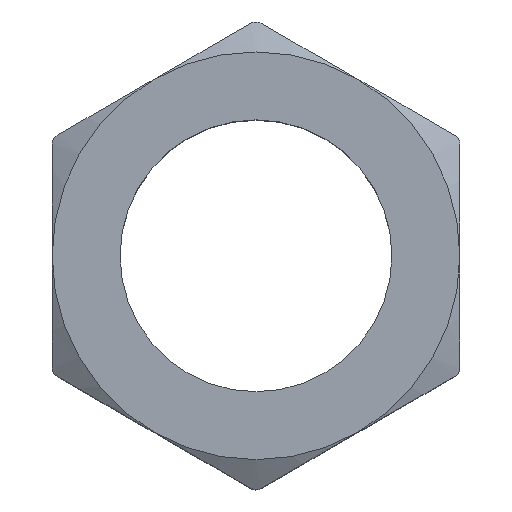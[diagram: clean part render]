
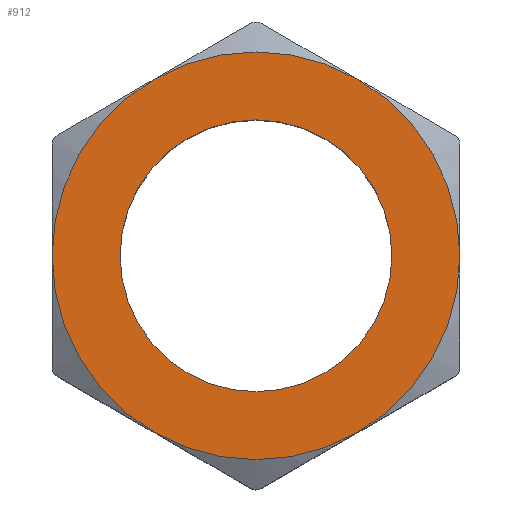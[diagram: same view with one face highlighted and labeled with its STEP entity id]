
A CAD part, top view. The second image highlights one B-rep face of the part: STEP entity #912.
In plain terms, the highlighted planar face has unit normal (0, 0, 1).
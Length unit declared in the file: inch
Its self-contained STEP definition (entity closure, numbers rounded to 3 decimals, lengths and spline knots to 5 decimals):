
#12 = CARTESIAN_POINT ( 'NONE',  ( 0.32812, -0.56833, 0.375 ) ) ;
#15 = VERTEX_POINT ( 'NONE', #590 ) ;
#27 = CIRCLE ( 'NONE', #87, 0.65625 ) ;
#31 = AXIS2_PLACEMENT_3D ( 'NONE', #513, #675, #59 ) ;
#40 = EDGE_CURVE ( 'NONE', #15, #859, #193, .T. ) ;
#47 = CARTESIAN_POINT ( 'NONE',  ( 0., 0., 0.375 ) ) ;
#54 = DIRECTION ( 'NONE',  ( 0., 0., 1. ) ) ;
#59 = DIRECTION ( 'NONE',  ( 1., 0., 0. ) ) ;
#61 = PLANE ( 'NONE',  #1010 ) ;
#64 = EDGE_CURVE ( 'NONE', #826, #305, #313, .T. ) ;
#87 = AXIS2_PLACEMENT_3D ( 'NONE', #170, #727, #251 ) ;
#95 = ORIENTED_EDGE ( 'NONE', *, *, #678, .T. ) ;
#98 = EDGE_LOOP ( 'NONE', ( #384, #495 ) ) ;
#112 = AXIS2_PLACEMENT_3D ( 'NONE', #195, #259, #877 ) ;
#135 = ORIENTED_EDGE ( 'NONE', *, *, #875, .T. ) ;
#139 = DIRECTION ( 'NONE',  ( 1., 0., 0. ) ) ;
#155 = EDGE_CURVE ( 'NONE', #859, #15, #410, .T. ) ;
#170 = CARTESIAN_POINT ( 'NONE',  ( 0., 0., 0.375 ) ) ;
#193 = CIRCLE ( 'NONE', #968, 0.4375 ) ;
#195 = CARTESIAN_POINT ( 'NONE',  ( 0., 0., 0.375 ) ) ;
#213 = CARTESIAN_POINT ( 'NONE',  ( 0.65625, 0., 0.375 ) ) ;
#219 = VERTEX_POINT ( 'NONE', #947 ) ;
#248 = ORIENTED_EDGE ( 'NONE', *, *, #643, .T. ) ;
#251 = DIRECTION ( 'NONE',  ( 1., 0., 0. ) ) ;
#259 = DIRECTION ( 'NONE',  ( 0., 0., 1. ) ) ;
#268 = DIRECTION ( 'NONE',  ( 1., 0., 0. ) ) ;
#274 = DIRECTION ( 'NONE',  ( 1., 0., 0. ) ) ;
#285 = CARTESIAN_POINT ( 'NONE',  ( 0., 0., 0.375 ) ) ;
#305 = VERTEX_POINT ( 'NONE', #12 ) ;
#313 = CIRCLE ( 'NONE', #364, 0.65625 ) ;
#324 = CARTESIAN_POINT ( 'NONE',  ( -0.32812, 0.56833, 0.375 ) ) ;
#353 = CARTESIAN_POINT ( 'NONE',  ( 0., 0., 0.375 ) ) ;
#362 = DIRECTION ( 'NONE',  ( 0., 0., 1. ) ) ;
#364 = AXIS2_PLACEMENT_3D ( 'NONE', #353, #909, #508 ) ;
#365 = CARTESIAN_POINT ( 'NONE',  ( 0., 0., 0.375 ) ) ;
#384 = ORIENTED_EDGE ( 'NONE', *, *, #155, .F. ) ;
#410 = CIRCLE ( 'NONE', #31, 0.4375 ) ;
#422 = CARTESIAN_POINT ( 'NONE',  ( 0., 0., 0.375 ) ) ;
#434 = DIRECTION ( 'NONE',  ( 0., 0., 1. ) ) ;
#460 = VERTEX_POINT ( 'NONE', #969 ) ;
#475 = ORIENTED_EDGE ( 'NONE', *, *, #847, .T. ) ;
#495 = ORIENTED_EDGE ( 'NONE', *, *, #40, .F. ) ;
#496 = EDGE_CURVE ( 'NONE', #460, #533, #27, .T. ) ;
#504 = AXIS2_PLACEMENT_3D ( 'NONE', #365, #844, #770 ) ;
#508 = DIRECTION ( 'NONE',  ( 1., 0., 0. ) ) ;
#513 = CARTESIAN_POINT ( 'NONE',  ( 0., 0., 0.375 ) ) ;
#533 = VERTEX_POINT ( 'NONE', #324 ) ;
#553 = CARTESIAN_POINT ( 'NONE',  ( -0.32813, -0.56833, 0.375 ) ) ;
#559 = AXIS2_PLACEMENT_3D ( 'NONE', #47, #54, #1002 ) ;
#584 = FACE_BOUND ( 'NONE', #98, .T. ) ;
#590 = CARTESIAN_POINT ( 'NONE',  ( -0.4375, 0., 0.375 ) ) ;
#643 = EDGE_CURVE ( 'NONE', #305, #692, #718, .T. ) ;
#665 = CARTESIAN_POINT ( 'NONE',  ( 0., 0., 0.375 ) ) ;
#675 = DIRECTION ( 'NONE',  ( 0., 0., 1. ) ) ;
#678 = EDGE_CURVE ( 'NONE', #219, #826, #884, .T. ) ;
#692 = VERTEX_POINT ( 'NONE', #213 ) ;
#710 = EDGE_LOOP ( 'NONE', ( #248, #475, #735, #135, #95, #886 ) ) ;
#715 = AXIS2_PLACEMENT_3D ( 'NONE', #422, #733, #268 ) ;
#718 = CIRCLE ( 'NONE', #559, 0.65625 ) ;
#727 = DIRECTION ( 'NONE',  ( 0., 0., 1. ) ) ;
#733 = DIRECTION ( 'NONE',  ( 0., 0., 1. ) ) ;
#735 = ORIENTED_EDGE ( 'NONE', *, *, #496, .T. ) ;
#770 = DIRECTION ( 'NONE',  ( 1., 0., 0. ) ) ;
#799 = FACE_OUTER_BOUND ( 'NONE', #710, .T. ) ;
#819 = CARTESIAN_POINT ( 'NONE',  ( 0.4375, 0., 0.375 ) ) ;
#826 = VERTEX_POINT ( 'NONE', #553 ) ;
#843 = CIRCLE ( 'NONE', #112, 0.65625 ) ;
#844 = DIRECTION ( 'NONE',  ( 0., 0., 1. ) ) ;
#847 = EDGE_CURVE ( 'NONE', #692, #460, #856, .T. ) ;
#856 = CIRCLE ( 'NONE', #715, 0.65625 ) ;
#859 = VERTEX_POINT ( 'NONE', #819 ) ;
#875 = EDGE_CURVE ( 'NONE', #533, #219, #843, .T. ) ;
#877 = DIRECTION ( 'NONE',  ( 1., 0., 0. ) ) ;
#884 = CIRCLE ( 'NONE', #504, 0.65625 ) ;
#886 = ORIENTED_EDGE ( 'NONE', *, *, #64, .T. ) ;
#909 = DIRECTION ( 'NONE',  ( 0., 0., 1. ) ) ;
#912 = ADVANCED_FACE ( 'NONE', ( #584, #799 ), #61, .T. ) ;
#947 = CARTESIAN_POINT ( 'NONE',  ( -0.65625, 0., 0.375 ) ) ;
#968 = AXIS2_PLACEMENT_3D ( 'NONE', #665, #434, #274 ) ;
#969 = CARTESIAN_POINT ( 'NONE',  ( 0.32813, 0.56833, 0.375 ) ) ;
#1002 = DIRECTION ( 'NONE',  ( 1., 0., 0. ) ) ;
#1010 = AXIS2_PLACEMENT_3D ( 'NONE', #285, #362, #139 ) ;
